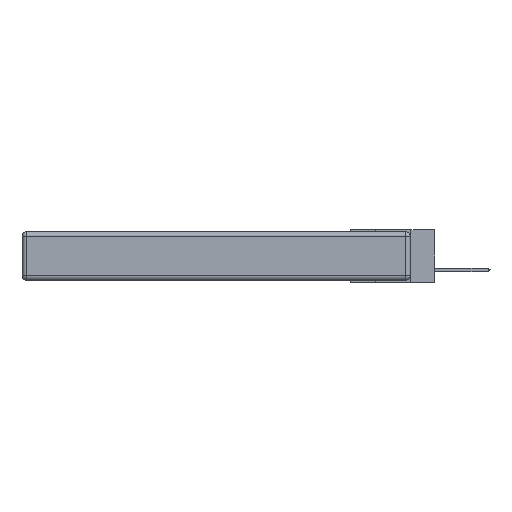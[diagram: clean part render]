
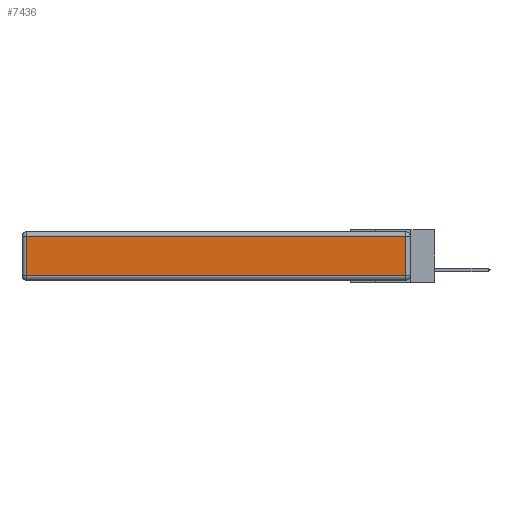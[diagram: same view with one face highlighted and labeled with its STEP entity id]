
A CAD part, left-side view. The second image highlights one B-rep face of the part: STEP entity #7436.
In plain terms, the highlighted planar face has unit normal (-1, 0, 0).
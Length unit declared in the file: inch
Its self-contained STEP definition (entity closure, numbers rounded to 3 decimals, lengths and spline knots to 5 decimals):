
#474 = ORIENTED_EDGE ( 'NONE', *, *, #23331, .T. ) ;
#679 = CARTESIAN_POINT ( 'NONE',  ( 0., 0.03, -0.313 ) ) ;
#806 = EDGE_CURVE ( 'NONE', #28428, #10164, #2869, .T. ) ;
#2113 = PLANE ( 'NONE',  #10438 ) ;
#2869 = LINE ( 'NONE', #18192, #5093 ) ;
#3141 = DIRECTION ( 'NONE',  ( 0., 0., -1. ) ) ;
#3751 = EDGE_CURVE ( 'NONE', #10164, #23006, #26358, .T. ) ;
#4230 = DIRECTION ( 'NONE',  ( 0., 1., 0. ) ) ;
#4429 = CARTESIAN_POINT ( 'NONE',  ( 0., 2.75, -0.03 ) ) ;
#4984 = ORIENTED_EDGE ( 'NONE', *, *, #806, .T. ) ;
#5093 = VECTOR ( 'NONE', #29935, 39.37008 ) ;
#5759 = VECTOR ( 'NONE', #4230, 39.37008 ) ;
#5849 = EDGE_LOOP ( 'NONE', ( #28652, #4984, #28075, #474 ) ) ;
#7436 = ADVANCED_FACE ( 'NONE', ( #19883 ), #2113, .T. ) ;
#8183 = VERTEX_POINT ( 'NONE', #29132 ) ;
#10164 = VERTEX_POINT ( 'NONE', #14811 ) ;
#10438 = AXIS2_PLACEMENT_3D ( 'NONE', #23188, #11480, #26270 ) ;
#11480 = DIRECTION ( 'NONE',  ( -1., 0., 0. ) ) ;
#13013 = LINE ( 'NONE', #17111, #20034 ) ;
#14020 = LINE ( 'NONE', #17426, #24662 ) ;
#14811 = CARTESIAN_POINT ( 'NONE',  ( 0., 0.03, -0.03 ) ) ;
#17111 = CARTESIAN_POINT ( 'NONE',  ( 0., 2.72, -0.343 ) ) ;
#17426 = CARTESIAN_POINT ( 'NONE',  ( 0., 0., -0.313 ) ) ;
#18192 = CARTESIAN_POINT ( 'NONE',  ( 0., 0.03, -0.343 ) ) ;
#19883 = FACE_OUTER_BOUND ( 'NONE', #5849, .T. ) ;
#20015 = DIRECTION ( 'NONE',  ( 0., -1., 0. ) ) ;
#20034 = VECTOR ( 'NONE', #3141, 39.37008 ) ;
#23006 = VERTEX_POINT ( 'NONE', #30409 ) ;
#23188 = CARTESIAN_POINT ( 'NONE',  ( 0., 0., -0.343 ) ) ;
#23331 = EDGE_CURVE ( 'NONE', #23006, #8183, #13013, .T. ) ;
#24662 = VECTOR ( 'NONE', #20015, 39.37008 ) ;
#24820 = EDGE_CURVE ( 'NONE', #8183, #28428, #14020, .T. ) ;
#26270 = DIRECTION ( 'NONE',  ( 0., 0., 1. ) ) ;
#26358 = LINE ( 'NONE', #4429, #5759 ) ;
#28075 = ORIENTED_EDGE ( 'NONE', *, *, #3751, .T. ) ;
#28428 = VERTEX_POINT ( 'NONE', #679 ) ;
#28652 = ORIENTED_EDGE ( 'NONE', *, *, #24820, .T. ) ;
#29132 = CARTESIAN_POINT ( 'NONE',  ( 0., 2.72, -0.313 ) ) ;
#29935 = DIRECTION ( 'NONE',  ( 0., 0., 1. ) ) ;
#30409 = CARTESIAN_POINT ( 'NONE',  ( 0., 2.72, -0.03 ) ) ;
